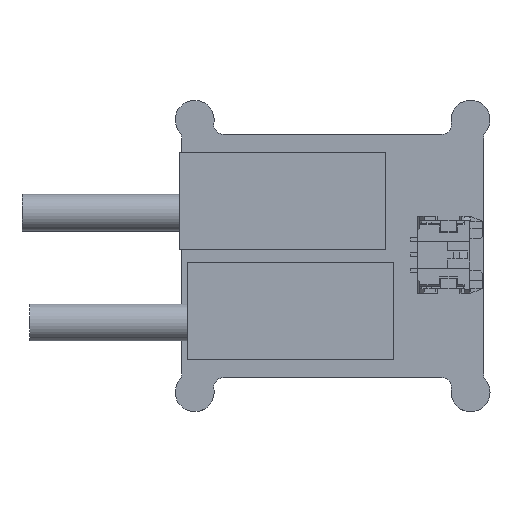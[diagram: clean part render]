
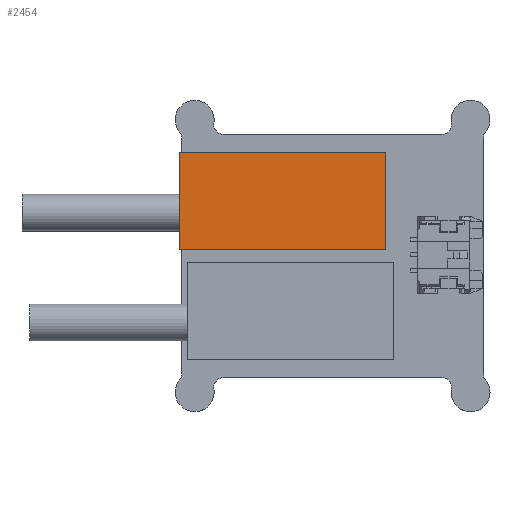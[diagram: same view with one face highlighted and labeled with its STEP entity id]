
A CAD part, top view. The second image highlights one B-rep face of the part: STEP entity #2454.
In plain terms, the highlighted planar face has unit normal (0, 0, 1).
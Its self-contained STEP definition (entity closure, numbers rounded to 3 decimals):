
#2325 = VERTEX_POINT('',#2326);
#2326 = CARTESIAN_POINT('',(13.45,6.35,9.));
#2332 = EDGE_CURVE('',#2325,#2333,#2335,.T.);
#2333 = VERTEX_POINT('',#2334);
#2334 = CARTESIAN_POINT('',(-13.45,6.35,9.));
#2335 = LINE('',#2336,#2337);
#2336 = CARTESIAN_POINT('',(13.45,6.35,9.));
#2337 = VECTOR('',#2338,1.);
#2338 = DIRECTION('',(-1.,0.,0.));
#2363 = EDGE_CURVE('',#2333,#2364,#2366,.T.);
#2364 = VERTEX_POINT('',#2365);
#2365 = CARTESIAN_POINT('',(-13.45,-6.35,9.));
#2366 = LINE('',#2367,#2368);
#2367 = CARTESIAN_POINT('',(-13.45,6.35,9.));
#2368 = VECTOR('',#2369,1.);
#2369 = DIRECTION('',(0.,-1.,0.));
#2394 = EDGE_CURVE('',#2364,#2395,#2397,.T.);
#2395 = VERTEX_POINT('',#2396);
#2396 = CARTESIAN_POINT('',(13.45,-6.35,9.));
#2397 = LINE('',#2398,#2399);
#2398 = CARTESIAN_POINT('',(-13.45,-6.35,9.));
#2399 = VECTOR('',#2400,1.);
#2400 = DIRECTION('',(1.,0.,0.));
#2425 = EDGE_CURVE('',#2395,#2325,#2426,.T.);
#2426 = LINE('',#2427,#2428);
#2427 = CARTESIAN_POINT('',(13.45,-6.35,9.));
#2428 = VECTOR('',#2429,1.);
#2429 = DIRECTION('',(0.,1.,0.));
#2454 = ADVANCED_FACE('',(#2455),#2461,.F.);
#2455 = FACE_BOUND('',#2456,.T.);
#2456 = EDGE_LOOP('',(#2457,#2458,#2459,#2460));
#2457 = ORIENTED_EDGE('',*,*,#2332,.T.);
#2458 = ORIENTED_EDGE('',*,*,#2363,.T.);
#2459 = ORIENTED_EDGE('',*,*,#2394,.T.);
#2460 = ORIENTED_EDGE('',*,*,#2425,.T.);
#2461 = PLANE('',#2462);
#2462 = AXIS2_PLACEMENT_3D('',#2463,#2464,#2465);
#2463 = CARTESIAN_POINT('',(13.45,6.35,9.));
#2464 = DIRECTION('',(0.,0.,-1.));
#2465 = DIRECTION('',(-1.,0.,0.));
